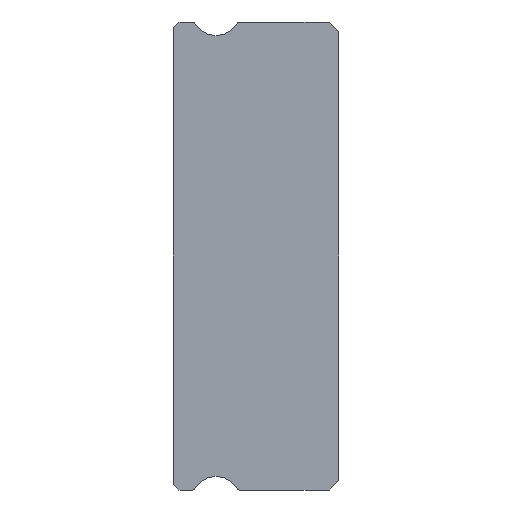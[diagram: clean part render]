
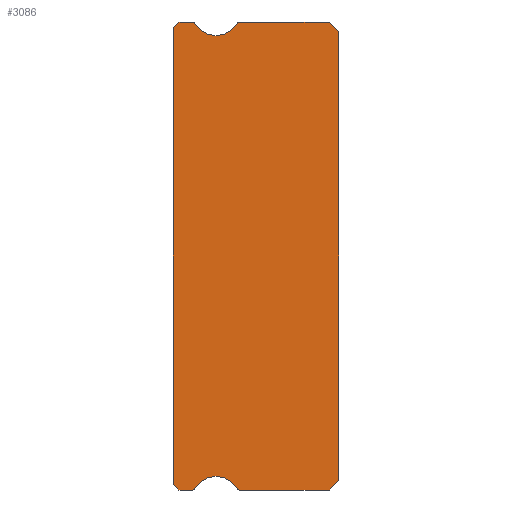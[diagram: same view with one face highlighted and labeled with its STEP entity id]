
A CAD part, left-side view. The second image highlights one B-rep face of the part: STEP entity #3086.
In plain terms, the highlighted planar face has unit normal (-1, 0, 0).
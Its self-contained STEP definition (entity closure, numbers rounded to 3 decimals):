
#5 = CARTESIAN_POINT ( 'NONE',  ( -10., 8.2, -12. ) ) ;
#30 = DIRECTION ( 'NONE',  ( -1., 0., 0. ) ) ;
#64 = VERTEX_POINT ( 'NONE', #1441 ) ;
#139 = VECTOR ( 'NONE', #916, 1000. ) ;
#247 = AXIS2_PLACEMENT_3D ( 'NONE', #2553, #30, #3870 ) ;
#271 = CARTESIAN_POINT ( 'NONE',  ( -10., 6.3, 12.55 ) ) ;
#320 = DIRECTION ( 'NONE',  ( 0., 0., -1. ) ) ;
#325 = ORIENTED_EDGE ( 'NONE', *, *, #4698, .F. ) ;
#346 = DIRECTION ( 'NONE',  ( 0., 0., -1. ) ) ;
#371 = CIRCLE ( 'NONE', #4329, 0.15 ) ;
#390 = ORIENTED_EDGE ( 'NONE', *, *, #1033, .F. ) ;
#394 = AXIS2_PLACEMENT_3D ( 'NONE', #3417, #3466, #4727 ) ;
#397 = DIRECTION ( 'NONE',  ( 1., 0., 0. ) ) ;
#439 = ORIENTED_EDGE ( 'NONE', *, *, #4034, .F. ) ;
#448 = CARTESIAN_POINT ( 'NONE',  ( -10., 8.5, 11.7 ) ) ;
#488 = EDGE_CURVE ( 'NONE', #2669, #2424, #3409, .T. ) ;
#494 = LINE ( 'NONE', #1024, #2249 ) ;
#618 = CARTESIAN_POINT ( 'NONE',  ( -10., 0., -11.5 ) ) ;
#743 = LINE ( 'NONE', #2429, #139 ) ;
#765 = VERTEX_POINT ( 'NONE', #448 ) ;
#773 = AXIS2_PLACEMENT_3D ( 'NONE', #4178, #397, #346 ) ;
#889 = VERTEX_POINT ( 'NONE', #1804 ) ;
#916 = DIRECTION ( 'NONE',  ( 0., 0., 1. ) ) ;
#960 = CIRCLE ( 'NONE', #247, 1.25 ) ;
#979 = LINE ( 'NONE', #1272, #3729 ) ;
#1013 = DIRECTION ( 'NONE',  ( 0., 0., -1. ) ) ;
#1024 = CARTESIAN_POINT ( 'NONE',  ( -10., 8.5, 11.85 ) ) ;
#1033 = EDGE_CURVE ( 'NONE', #889, #3721, #1968, .T. ) ;
#1054 = VERTEX_POINT ( 'NONE', #2906 ) ;
#1071 = ORIENTED_EDGE ( 'NONE', *, *, #2951, .T. ) ;
#1100 = DIRECTION ( 'NONE',  ( 0., 0., -1. ) ) ;
#1103 = CARTESIAN_POINT ( 'NONE',  ( -10., 7.512, -11.85 ) ) ;
#1124 = VECTOR ( 'NONE', #2406, 1000. ) ;
#1156 = DIRECTION ( 'NONE',  ( 0., 0., -1. ) ) ;
#1210 = LINE ( 'NONE', #2570, #3061 ) ;
#1254 = VECTOR ( 'NONE', #5153, 1000. ) ;
#1272 = CARTESIAN_POINT ( 'NONE',  ( -10., 8.2, 12. ) ) ;
#1288 = EDGE_CURVE ( 'NONE', #4633, #4581, #960, .T. ) ;
#1308 = VERTEX_POINT ( 'NONE', #1451 ) ;
#1341 = CIRCLE ( 'NONE', #4431, 1.25 ) ;
#1370 = AXIS2_PLACEMENT_3D ( 'NONE', #1497, #3184, #1013 ) ;
#1380 = VECTOR ( 'NONE', #1690, 1000. ) ;
#1421 = EDGE_CURVE ( 'NONE', #3705, #1054, #3118, .T. ) ;
#1441 = CARTESIAN_POINT ( 'NONE',  ( -10., 8.2, 12. ) ) ;
#1451 = CARTESIAN_POINT ( 'NONE',  ( -10., 7.383, -11.925 ) ) ;
#1463 = VERTEX_POINT ( 'NONE', #4137 ) ;
#1497 = CARTESIAN_POINT ( 'NONE',  ( -10., 7.512, 11.85 ) ) ;
#1507 = ORIENTED_EDGE ( 'NONE', *, *, #4597, .T. ) ;
#1510 = DIRECTION ( 'NONE',  ( 1., 0., 0. ) ) ;
#1594 = EDGE_CURVE ( 'NONE', #5226, #3721, #743, .T. ) ;
#1678 = FACE_OUTER_BOUND ( 'NONE', #3307, .T. ) ;
#1683 = EDGE_CURVE ( 'NONE', #5226, #3705, #1210, .T. ) ;
#1690 = DIRECTION ( 'NONE',  ( 0., -0.707, -0.707 ) ) ;
#1743 = DIRECTION ( 'NONE',  ( 0., 0.707, -0.707 ) ) ;
#1796 = DIRECTION ( 'NONE',  ( 0., 0., 1. ) ) ;
#1804 = CARTESIAN_POINT ( 'NONE',  ( -10., 0.5, 12. ) ) ;
#1819 = DIRECTION ( 'NONE',  ( 0., -1., 0. ) ) ;
#1860 = DIRECTION ( 'NONE',  ( 0., 0., -1. ) ) ;
#1907 = VECTOR ( 'NONE', #1934, 1000. ) ;
#1912 = CARTESIAN_POINT ( 'NONE',  ( -10., 7.512, -12. ) ) ;
#1924 = CARTESIAN_POINT ( 'NONE',  ( -10., 5.088, 11.85 ) ) ;
#1934 = DIRECTION ( 'NONE',  ( 0., -1., 0. ) ) ;
#1968 = LINE ( 'NONE', #2874, #1124 ) ;
#2084 = CIRCLE ( 'NONE', #4883, 1.25 ) ;
#2095 = ORIENTED_EDGE ( 'NONE', *, *, #1594, .T. ) ;
#2112 = CARTESIAN_POINT ( 'NONE',  ( -10., 6.3, 11.3 ) ) ;
#2144 = CARTESIAN_POINT ( 'NONE',  ( -10., 8.5, 11.7 ) ) ;
#2168 = DIRECTION ( 'NONE',  ( 0., 1., 0. ) ) ;
#2249 = VECTOR ( 'NONE', #1796, 1000. ) ;
#2310 = EDGE_CURVE ( 'NONE', #1308, #3624, #2528, .T. ) ;
#2329 = CARTESIAN_POINT ( 'NONE',  ( -10., 7.512, 12. ) ) ;
#2392 = CARTESIAN_POINT ( 'NONE',  ( -10., 6.3, -12.55 ) ) ;
#2406 = DIRECTION ( 'NONE',  ( 0., -0.707, -0.707 ) ) ;
#2424 = VERTEX_POINT ( 'NONE', #4214 ) ;
#2429 = CARTESIAN_POINT ( 'NONE',  ( -10., 0., 11.5 ) ) ;
#2506 = ORIENTED_EDGE ( 'NONE', *, *, #1288, .F. ) ;
#2515 = LINE ( 'NONE', #4636, #4338 ) ;
#2520 = EDGE_CURVE ( 'NONE', #1054, #1463, #3584, .T. ) ;
#2528 = CIRCLE ( 'NONE', #3039, 0.15 ) ;
#2553 = CARTESIAN_POINT ( 'NONE',  ( -10., 6.3, 12.55 ) ) ;
#2570 = CARTESIAN_POINT ( 'NONE',  ( -10., 0., -11.5 ) ) ;
#2669 = VERTEX_POINT ( 'NONE', #2329 ) ;
#2703 = VECTOR ( 'NONE', #3067, 1000. ) ;
#2802 = CARTESIAN_POINT ( 'NONE',  ( -10., 7.512, 12. ) ) ;
#2803 = CARTESIAN_POINT ( 'NONE',  ( -10., 8.5, -11.7 ) ) ;
#2833 = ORIENTED_EDGE ( 'NONE', *, *, #4293, .T. ) ;
#2874 = CARTESIAN_POINT ( 'NONE',  ( -10., 0.5, 12. ) ) ;
#2906 = CARTESIAN_POINT ( 'NONE',  ( -10., 5.088, -12. ) ) ;
#2951 = EDGE_CURVE ( 'NONE', #4776, #4864, #4167, .T. ) ;
#3039 = AXIS2_PLACEMENT_3D ( 'NONE', #1103, #1510, #1156 ) ;
#3061 = VECTOR ( 'NONE', #1743, 1000. ) ;
#3067 = DIRECTION ( 'NONE',  ( 0., 1., 0. ) ) ;
#3086 = ADVANCED_FACE ( 'NONE', ( #1678 ), #5415, .F. ) ;
#3118 = LINE ( 'NONE', #1912, #2703 ) ;
#3184 = DIRECTION ( 'NONE',  ( 1., 0., 0. ) ) ;
#3267 = ORIENTED_EDGE ( 'NONE', *, *, #4231, .T. ) ;
#3307 = EDGE_LOOP ( 'NONE', ( #4684, #1071, #1507, #5316, #325, #4789, #5103, #5201, #2095, #390, #439, #4681, #2506, #3621, #4336, #2833, #3267 ) ) ;
#3323 = LINE ( 'NONE', #2144, #1254 ) ;
#3372 = CARTESIAN_POINT ( 'NONE',  ( -10., 5.217, 11.925 ) ) ;
#3409 = CIRCLE ( 'NONE', #1370, 0.15 ) ;
#3417 = CARTESIAN_POINT ( 'NONE',  ( -10., 5.088, -11.85 ) ) ;
#3466 = DIRECTION ( 'NONE',  ( 1., 0., 0. ) ) ;
#3509 = CARTESIAN_POINT ( 'NONE',  ( -10., 7.512, -12. ) ) ;
#3565 = EDGE_CURVE ( 'NONE', #4776, #765, #494, .T. ) ;
#3584 = CIRCLE ( 'NONE', #394, 0.15 ) ;
#3605 = DIRECTION ( 'NONE',  ( 1., 0., 0. ) ) ;
#3621 = ORIENTED_EDGE ( 'NONE', *, *, #3758, .F. ) ;
#3624 = VERTEX_POINT ( 'NONE', #3509 ) ;
#3705 = VERTEX_POINT ( 'NONE', #4847 ) ;
#3721 = VERTEX_POINT ( 'NONE', #4490 ) ;
#3729 = VECTOR ( 'NONE', #2168, 1000. ) ;
#3758 = EDGE_CURVE ( 'NONE', #2424, #4633, #2084, .T. ) ;
#3870 = DIRECTION ( 'NONE',  ( 0., 0., -1. ) ) ;
#4034 = EDGE_CURVE ( 'NONE', #4474, #889, #5253, .T. ) ;
#4100 = DIRECTION ( 'NONE',  ( -1., 0., 0. ) ) ;
#4128 = CARTESIAN_POINT ( 'NONE',  ( -10., 8.2, -12. ) ) ;
#4137 = CARTESIAN_POINT ( 'NONE',  ( -10., 5.217, -11.925 ) ) ;
#4167 = LINE ( 'NONE', #5, #1380 ) ;
#4178 = CARTESIAN_POINT ( 'NONE',  ( -10., 7.512, 11.85 ) ) ;
#4214 = CARTESIAN_POINT ( 'NONE',  ( -10., 7.383, 11.925 ) ) ;
#4231 = EDGE_CURVE ( 'NONE', #64, #765, #3323, .T. ) ;
#4293 = EDGE_CURVE ( 'NONE', #2669, #64, #979, .T. ) ;
#4329 = AXIS2_PLACEMENT_3D ( 'NONE', #1924, #3605, #1860 ) ;
#4336 = ORIENTED_EDGE ( 'NONE', *, *, #488, .F. ) ;
#4338 = VECTOR ( 'NONE', #1819, 1000. ) ;
#4431 = AXIS2_PLACEMENT_3D ( 'NONE', #2392, #4100, #320 ) ;
#4474 = VERTEX_POINT ( 'NONE', #5017 ) ;
#4490 = CARTESIAN_POINT ( 'NONE',  ( -10., 0., 11.5 ) ) ;
#4581 = VERTEX_POINT ( 'NONE', #3372 ) ;
#4597 = EDGE_CURVE ( 'NONE', #4864, #3624, #2515, .T. ) ;
#4633 = VERTEX_POINT ( 'NONE', #2112 ) ;
#4636 = CARTESIAN_POINT ( 'NONE',  ( -10., 7.512, -12. ) ) ;
#4681 = ORIENTED_EDGE ( 'NONE', *, *, #5110, .F. ) ;
#4684 = ORIENTED_EDGE ( 'NONE', *, *, #3565, .F. ) ;
#4698 = EDGE_CURVE ( 'NONE', #1463, #1308, #1341, .T. ) ;
#4727 = DIRECTION ( 'NONE',  ( 0., 0., -1. ) ) ;
#4776 = VERTEX_POINT ( 'NONE', #2803 ) ;
#4789 = ORIENTED_EDGE ( 'NONE', *, *, #2520, .F. ) ;
#4847 = CARTESIAN_POINT ( 'NONE',  ( -10., 0.5, -12. ) ) ;
#4864 = VERTEX_POINT ( 'NONE', #4128 ) ;
#4883 = AXIS2_PLACEMENT_3D ( 'NONE', #271, #5343, #1100 ) ;
#5017 = CARTESIAN_POINT ( 'NONE',  ( -10., 5.088, 12. ) ) ;
#5103 = ORIENTED_EDGE ( 'NONE', *, *, #1421, .F. ) ;
#5110 = EDGE_CURVE ( 'NONE', #4581, #4474, #371, .T. ) ;
#5153 = DIRECTION ( 'NONE',  ( 0., 0.707, -0.707 ) ) ;
#5201 = ORIENTED_EDGE ( 'NONE', *, *, #1683, .F. ) ;
#5226 = VERTEX_POINT ( 'NONE', #618 ) ;
#5253 = LINE ( 'NONE', #2802, #1907 ) ;
#5316 = ORIENTED_EDGE ( 'NONE', *, *, #2310, .F. ) ;
#5343 = DIRECTION ( 'NONE',  ( -1., 0., 0. ) ) ;
#5415 = PLANE ( 'NONE',  #773 ) ;
